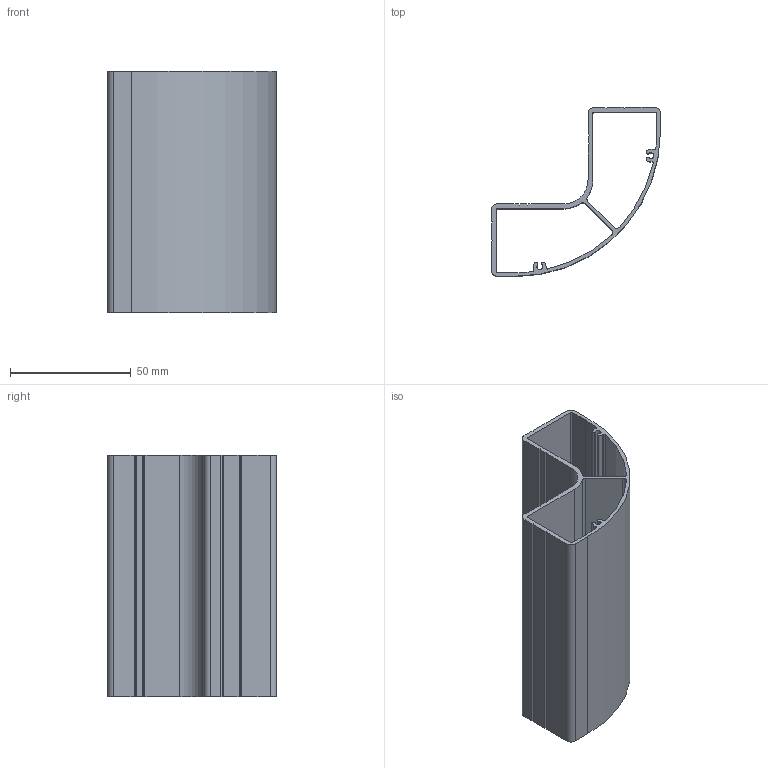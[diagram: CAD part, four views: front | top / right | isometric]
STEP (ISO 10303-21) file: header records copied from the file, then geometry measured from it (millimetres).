
FILE_DESCRIPTION(('STEP AP203'),'2;1');
FILE_NAME('XB25170.stp','2011-03-21T16:27:32',(''),(''),'2009.3.110','THINKDESIGN','');
FILE_SCHEMA(('CONFIG_CONTROL_DESIGN'));
Length unit declared in the file: millimetre
Bounding box: 70 x 70 x 100 mm (x, y, z)
Volume: 47485.9 mm3; surface area: 54572.4 mm2
Topology: 1 solids, 1 shells, 82 faces, 240 edges, 160 vertices
Faces by surface type: plane 44, cylinder 38
Entity records: 2841 total; most frequent: CARTESIAN_POINT 482, DIRECTION 480, ORIENTED_EDGE 480, EDGE_CURVE 240, VECTOR 164, LINE 164, VERTEX_POINT 160, AXIS2_PLACEMENT_3D 158
